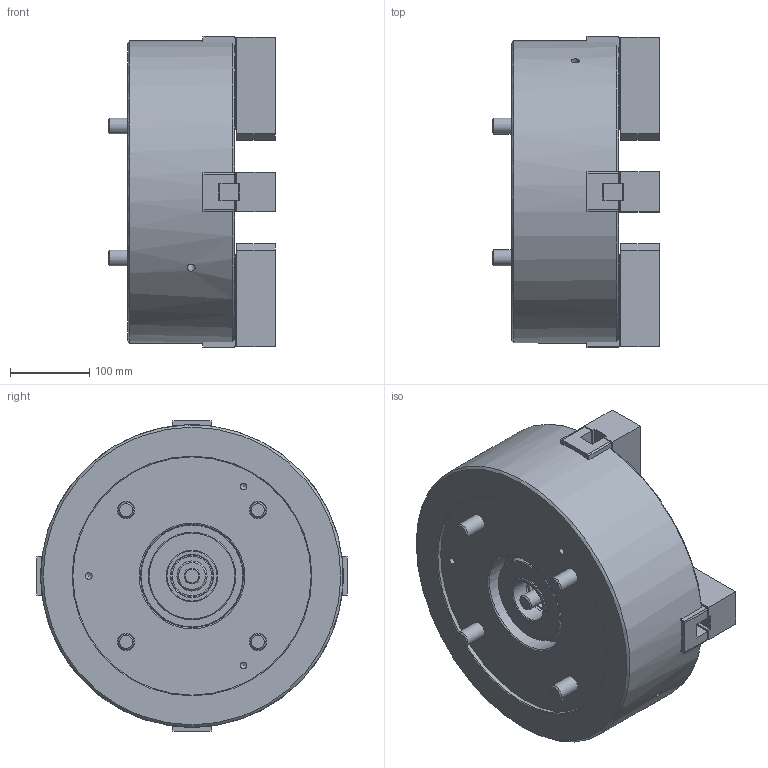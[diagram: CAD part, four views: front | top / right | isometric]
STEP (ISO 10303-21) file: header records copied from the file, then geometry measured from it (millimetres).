
FILE_DESCRIPTION (( 'STEP AP203' ), '1' );
FILE_NAME ('CF-4T-15(20).STEP', '2024-03-29T07:20:28', ( '' ), ( '' ), 'SwSTEP 2.0', 'SolidWorks 2020', '' );
FILE_SCHEMA (( 'CONFIG_CONTROL_DESIGN' ));
Length unit declared in the file: millimetre
Products named in the file (15): CF-4T-15-07000; 圓頭內六角螺栓_M16x35; CF-4T-15-08010; 圓頭內六角螺栓_M20x90(全牙); CF-4T-15-09000; 圓頭內六角螺栓_M20x130; CF-4T-15-01010; CF-3P-08-06000; CF-4T-15(20); CF-4T-15-02010; CF-3H-212-04000(T型塊); CF-4T-15-03010; SJ-12H; CF-4T-15-04000; 半圓頭六角孔螺栓_M6x12
Assembly tree (36 placements, depth 2):
  CF-4T-15(20)
    CF-4T-15-01010
    CF-4T-15-02010
    CF-4T-15-03010
    CF-4T-15-04000  x4
    CF-4T-15-07000
    CF-4T-15-08010
    CF-4T-15-09000
    CF-3P-08-06000
    CF-3H-212-04000(T型塊)  x4
    SJ-12H  x4
    半圓頭六角孔螺栓_M6x12  x4
    圓頭內六角螺栓_M16x35  x8
    圓頭內六角螺栓_M20x90(全牙)
    圓頭內六角螺栓_M20x130  x4
Bounding box: 210.3 x 391.8 x 391.8 mm (x, y, z)
Volume: 15478710.6 mm3; surface area: 1114949.7 mm2
Topology: 36 solids, 36 shells, 5403 faces, 15703 edges, 10423 vertices
Faces by surface type: plane 4008, cylinder 1273, cone 113, torus 9
Full cylindrical faces by diameter (mm): 5 x4, 6 x4, 6.8 x4, 8.5 x3, 10.2 x2, 10.5 x4, 11 x4, 14 x8, 16 x8, 17 x8, 20 x6, 21 x1, 22 x4, 24 x8, 25 x8, 30 x5, 32 x5, 38 x1, 50 x1, 53 x1, 56 x1, 62 x2, 63 x1, 63.5 x1, 65 x2, 72 x2, 76 x1, 76.5 x1, 83 x1, 85 x1
Entity records: 50711 total; most frequent: CARTESIAN_POINT 10904, ORIENTED_EDGE 8448, DIRECTION 6942, EDGE_CURVE 4224, VECTOR 3250, LINE 3250, VERTEX_POINT 2854, AXIS2_PLACEMENT_3D 1846
